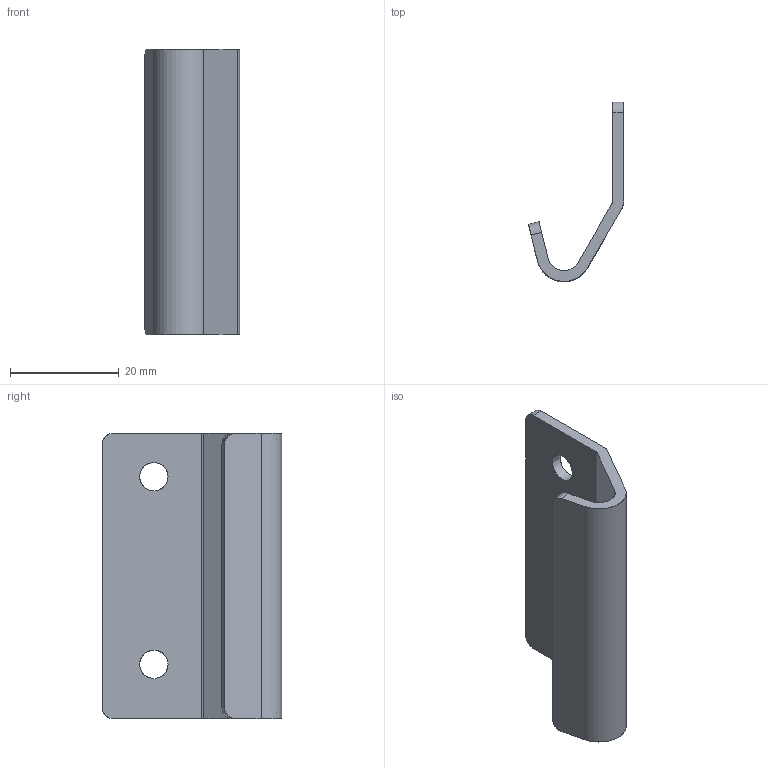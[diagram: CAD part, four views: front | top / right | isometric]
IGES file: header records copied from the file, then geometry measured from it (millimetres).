
Start section: SolidWorks IGES file using analytic representation for surfaces
Global section: file name: AC 158.IGS; native system: SolidWorks 2017; preprocessor: SolidWorks 2017; author: cbrechard; date: 190904.105157; units: millimetre
Bounding box: 17.5 x 33 x 52.5 mm (x, y, z)
Surface area: 5422.9 mm2 (no closed solid volume)
Topology: 0 solids, 0 shells, 22 faces, 360 edges, 360 vertices
Faces by surface type: revolution 12, bspline 10
